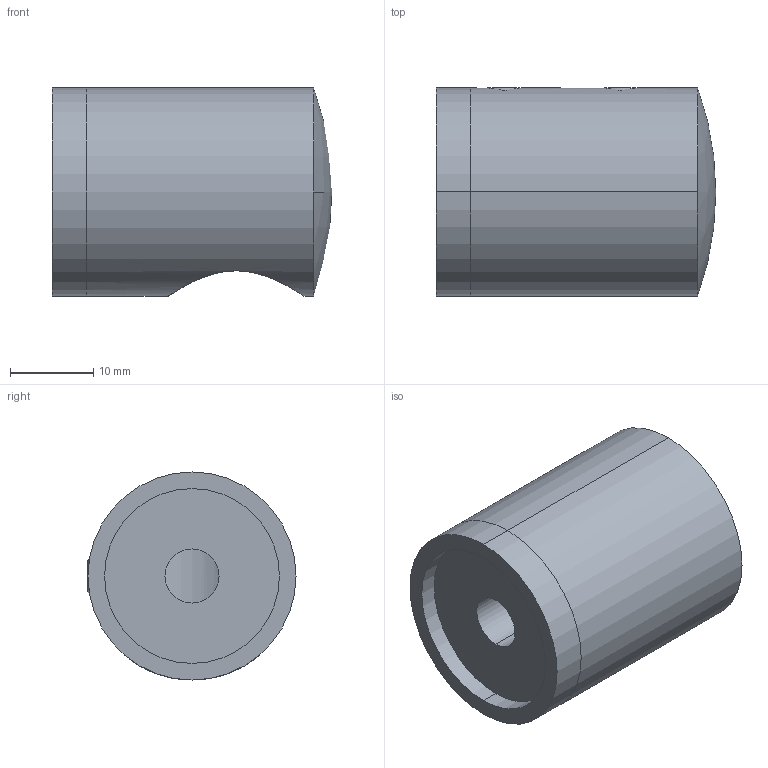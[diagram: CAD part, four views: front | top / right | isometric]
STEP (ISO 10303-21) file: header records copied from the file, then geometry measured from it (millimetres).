
FILE_DESCRIPTION (( 'STEP AP203' ), '1' );
FILE_NAME ('A_0842-000.STEP', '2019-02-08T08:03:39', ( '' ), ( '' ), 'SwSTEP 2.0', 'SolidWorks 2013', '' );
FILE_SCHEMA (( 'CONFIG_CONTROL_DESIGN' ));
Length unit declared in the file: millimetre
Products named in the file (5): A_0842-000.P1; SKRUTKA DIN 913_SKRUTKA M 5X 5; A_0842-000; A_0842-000.P2; DIN 914_SKRUTKA M 5X 5
Assembly tree (4 placements, depth 2):
  A_0842-000
    A_0842-000.P1
    A_0842-000.P2
    DIN 914_SKRUTKA M 5X 5
    SKRUTKA DIN 913_SKRUTKA M 5X 5
Bounding box: 33.6 x 25 x 25 mm (x, y, z)
Volume: 10116.9 mm3; surface area: 6445.1 mm2
Topology: 4 solids, 4 shells, 66 faces, 150 edges, 91 vertices
Faces by surface type: cylinder 24, plane 22, cone 18, sphere 2
Entity records: 2727 total; most frequent: CARTESIAN_POINT 716, DIRECTION 330, ORIENTED_EDGE 292, EDGE_CURVE 146, AXIS2_PLACEMENT_3D 125, VERTEX_POINT 91, LINE 80, VECTOR 80
